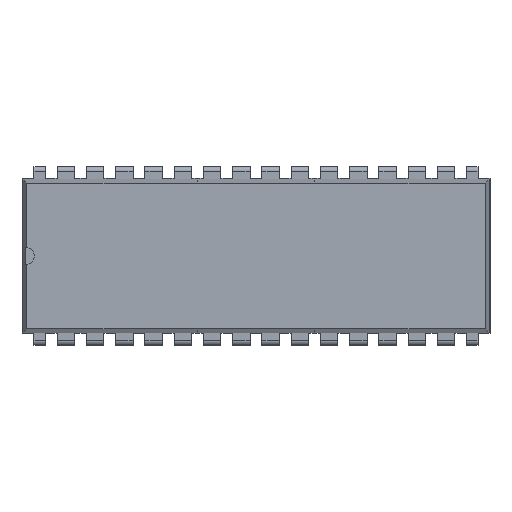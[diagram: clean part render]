
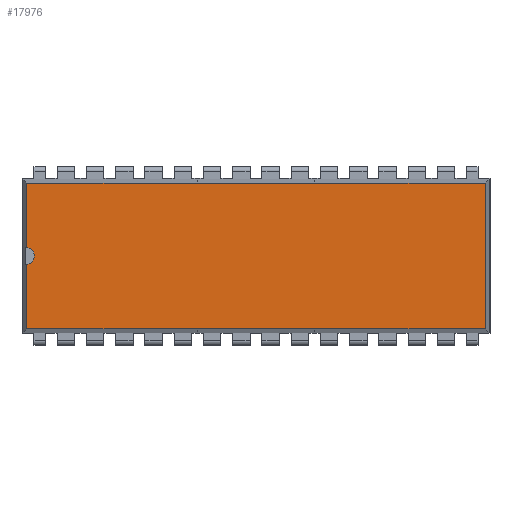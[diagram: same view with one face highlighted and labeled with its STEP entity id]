
A CAD part, top view. The second image highlights one B-rep face of the part: STEP entity #17976.
In plain terms, the highlighted planar face has unit normal (0, 0, 1).
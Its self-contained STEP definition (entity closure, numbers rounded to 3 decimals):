
#63 = EDGE_CURVE('',#64,#66,#68,.T.);
#64 = VERTEX_POINT('',#65);
#65 = CARTESIAN_POINT('',(5.08,6.332,2.41));
#66 = VERTEX_POINT('',#67);
#67 = CARTESIAN_POINT('',(-5.08,6.332,2.41));
#68 = LINE('',#69,#70);
#69 = CARTESIAN_POINT('',(9.761,6.332,2.41));
#70 = VECTOR('',#71,1.);
#71 = DIRECTION('',(-1.,0.,0.));
#205 = VERTEX_POINT('',#206);
#206 = CARTESIAN_POINT('',(19.921,6.332,2.41));
#307 = EDGE_CURVE('',#205,#64,#308,.T.);
#308 = LINE('',#309,#310);
#309 = CARTESIAN_POINT('',(19.921,6.332,2.41));
#310 = VECTOR('',#311,1.);
#311 = DIRECTION('',(-1.,0.,0.));
#7311 = EDGE_CURVE('',#7312,#7314,#7316,.T.);
#7312 = VERTEX_POINT('',#7313);
#7313 = CARTESIAN_POINT('',(5.08,-6.332,2.41));
#7314 = VERTEX_POINT('',#7315);
#7315 = CARTESIAN_POINT('',(19.921,-6.332,2.41));
#7316 = LINE('',#7317,#7318);
#7317 = CARTESIAN_POINT('',(-14.841,-6.332,2.41));
#7318 = VECTOR('',#7319,1.);
#7319 = DIRECTION('',(1.,0.,0.));
#8482 = EDGE_CURVE('',#7314,#205,#8483,.T.);
#8483 = LINE('',#8484,#8485);
#8484 = CARTESIAN_POINT('',(19.921,-6.332,2.41));
#8485 = VECTOR('',#8486,1.);
#8486 = DIRECTION('',(0.,1.,0.));
#11765 = EDGE_CURVE('',#11766,#7312,#11768,.T.);
#11766 = VERTEX_POINT('',#11767);
#11767 = CARTESIAN_POINT('',(-5.08,-6.332,2.41));
#11768 = LINE('',#11769,#11770);
#11769 = CARTESIAN_POINT('',(-25.001,-6.332,2.41));
#11770 = VECTOR('',#11771,1.);
#11771 = DIRECTION('',(1.,0.,0.));
#13094 = EDGE_CURVE('',#66,#13095,#13097,.T.);
#13095 = VERTEX_POINT('',#13096);
#13096 = CARTESIAN_POINT('',(-19.921,6.332,2.41));
#13097 = LINE('',#13098,#13099);
#13098 = CARTESIAN_POINT('',(14.841,6.332,2.41));
#13099 = VECTOR('',#13100,1.);
#13100 = DIRECTION('',(-1.,0.,0.));
#14664 = VERTEX_POINT('',#14665);
#14665 = CARTESIAN_POINT('',(-19.921,-6.332,2.41));
#14670 = EDGE_CURVE('',#14671,#14664,#14673,.T.);
#14671 = VERTEX_POINT('',#14672);
#14672 = CARTESIAN_POINT('',(-19.921,-0.746,2.41));
#14673 = LINE('',#14674,#14675);
#14674 = CARTESIAN_POINT('',(-19.921,6.332,2.41));
#14675 = VECTOR('',#14676,1.);
#14676 = DIRECTION('',(0.,-1.,0.));
#14891 = VERTEX_POINT('',#14892);
#14892 = CARTESIAN_POINT('',(-19.921,0.746,2.41));
#14996 = EDGE_CURVE('',#13095,#14891,#14997,.T.);
#14997 = LINE('',#14998,#14999);
#14998 = CARTESIAN_POINT('',(-19.921,6.332,2.41));
#14999 = VECTOR('',#15000,1.);
#15000 = DIRECTION('',(0.,-1.,0.));
#15224 = EDGE_CURVE('',#14664,#11766,#15225,.T.);
#15225 = LINE('',#15226,#15227);
#15226 = CARTESIAN_POINT('',(-19.921,-6.332,2.41));
#15227 = VECTOR('',#15228,1.);
#15228 = DIRECTION('',(1.,0.,0.));
#17171 = EDGE_CURVE('',#14891,#17172,#17174,.T.);
#17172 = VERTEX_POINT('',#17173);
#17173 = CARTESIAN_POINT('',(-19.246,0.,2.41));
#17174 = CIRCLE('',#17175,0.75);
#17175 = AXIS2_PLACEMENT_3D('',#17176,#17177,#17178);
#17176 = CARTESIAN_POINT('',(-19.996,0.,2.41));
#17177 = DIRECTION('',(0.,0.,-1.));
#17178 = DIRECTION('',(1.,0.,0.));
#17180 = EDGE_CURVE('',#17172,#14671,#17181,.T.);
#17181 = CIRCLE('',#17182,0.75);
#17182 = AXIS2_PLACEMENT_3D('',#17183,#17184,#17185);
#17183 = CARTESIAN_POINT('',(-19.996,0.,2.41));
#17184 = DIRECTION('',(0.,0.,-1.));
#17185 = DIRECTION('',(1.,0.,0.));
#17976 = ADVANCED_FACE('',(#17977),#17990,.T.);
#17977 = FACE_BOUND('',#17978,.T.);
#17978 = EDGE_LOOP('',(#17979,#17980,#17981,#17982,#17983,#17984,#17985,
    #17986,#17987,#17988,#17989));
#17979 = ORIENTED_EDGE('',*,*,#307,.T.);
#17980 = ORIENTED_EDGE('',*,*,#63,.T.);
#17981 = ORIENTED_EDGE('',*,*,#13094,.T.);
#17982 = ORIENTED_EDGE('',*,*,#14996,.T.);
#17983 = ORIENTED_EDGE('',*,*,#17171,.T.);
#17984 = ORIENTED_EDGE('',*,*,#17180,.T.);
#17985 = ORIENTED_EDGE('',*,*,#14670,.T.);
#17986 = ORIENTED_EDGE('',*,*,#15224,.T.);
#17987 = ORIENTED_EDGE('',*,*,#11765,.T.);
#17988 = ORIENTED_EDGE('',*,*,#7311,.T.);
#17989 = ORIENTED_EDGE('',*,*,#8482,.T.);
#17990 = PLANE('',#17991);
#17991 = AXIS2_PLACEMENT_3D('',#17992,#17993,#17994);
#17992 = CARTESIAN_POINT('',(-0.122,0.,2.41));
#17993 = DIRECTION('',(0.,0.,1.));
#17994 = DIRECTION('',(0.,1.,0.));
